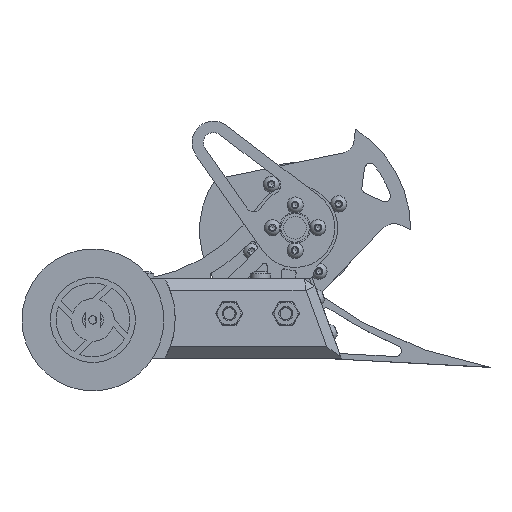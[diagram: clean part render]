
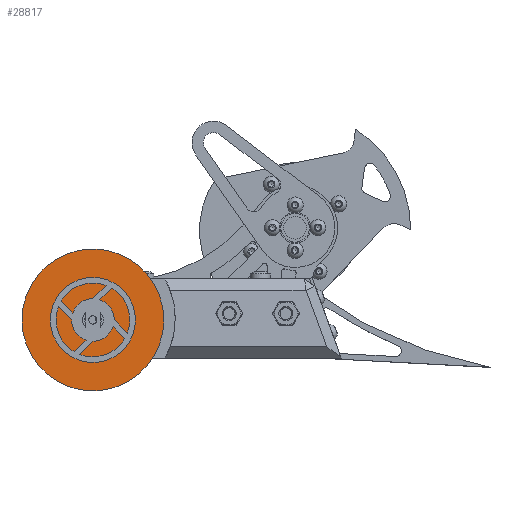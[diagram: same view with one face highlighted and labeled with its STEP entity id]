
A CAD part, left-side view. The second image highlights one B-rep face of the part: STEP entity #28817.
In plain terms, the highlighted face is planar.
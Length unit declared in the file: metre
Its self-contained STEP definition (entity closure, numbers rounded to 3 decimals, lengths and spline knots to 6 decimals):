
#12855=ORIENTED_EDGE('',*,*,#17745,.F.);
#12856=ORIENTED_EDGE('',*,*,#17747,.T.);
#17745=EDGE_CURVE('',#20763,#20763,#22011,.T.);
#17747=EDGE_CURVE('',#20765,#20765,#22013,.T.);
#20763=VERTEX_POINT('',#48386);
#20765=VERTEX_POINT('',#48391);
#22011=CIRCLE('',#31565,0.005);
#22013=CIRCLE('',#31568,0.025);
#24035=EDGE_LOOP('',(#12855));
#24036=EDGE_LOOP('',(#12856));
#26165=FACE_BOUND('',#24035,.T.);
#26166=FACE_BOUND('',#24036,.T.);
#27400=PLANE('',#31570);
#28817=ADVANCED_FACE('',(#26165,#26166),#27400,.T.);
#31565=AXIS2_PLACEMENT_3D('',#48385,#38016,#38017);
#31568=AXIS2_PLACEMENT_3D('',#48390,#38022,#38023);
#31570=AXIS2_PLACEMENT_3D('',#48394,#38026,#38027);
#38016=DIRECTION('',(0.,0.,1.));
#38017=DIRECTION('',(1.,0.,0.));
#38022=DIRECTION('',(0.,0.,1.));
#38023=DIRECTION('',(1.,0.,0.));
#38026=DIRECTION('',(0.,0.,1.));
#38027=DIRECTION('',(1.,0.,0.));
#48385=CARTESIAN_POINT('',(0.,0.,0.012));
#48386=CARTESIAN_POINT('',(0.005,0.,0.012));
#48390=CARTESIAN_POINT('',(0.,0.,0.012));
#48391=CARTESIAN_POINT('',(0.025,0.,0.012));
#48394=CARTESIAN_POINT('',(0.,0.,0.012));
